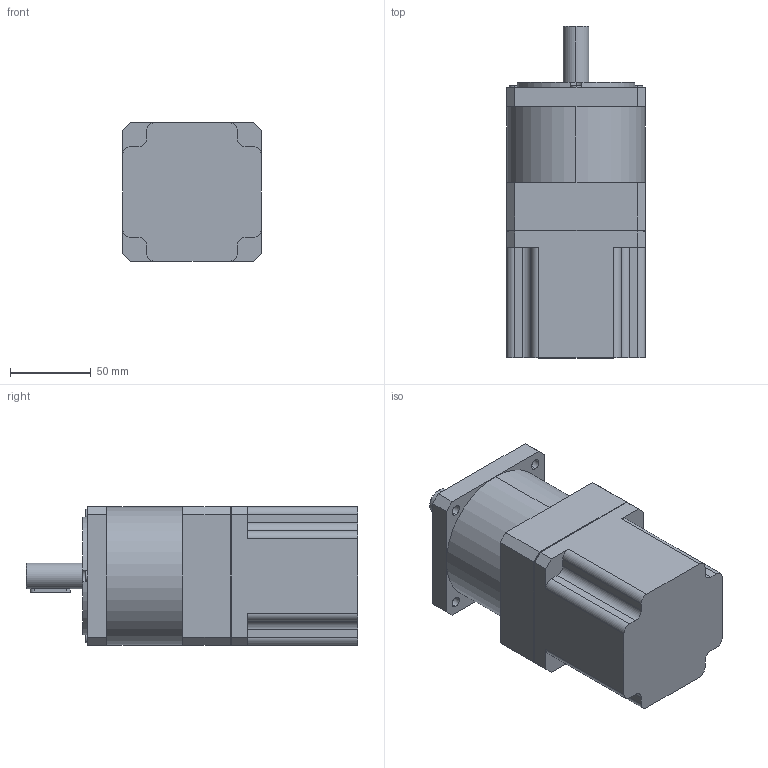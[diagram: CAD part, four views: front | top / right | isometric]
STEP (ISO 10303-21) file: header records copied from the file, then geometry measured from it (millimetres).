
FILE_DESCRIPTION (( 'STEP AP203' ), '1' );
FILE_NAME ('86PG1600-005.STEP', '2021-07-24T01:29:46', ( '微软用户' ), ( '微软中国' ), 'SwSTEP 2.0', 'SolidWorks 2016', '' );
FILE_SCHEMA (( 'CONFIG_CONTROL_DESIGN' ));
Length unit declared in the file: millimetre
Products named in the file (1): 86PG1600-005
Bounding box: 86 x 205.5 x 86 mm (x, y, z)
Volume: 1116443.2 mm3; surface area: 73566.7 mm2
Topology: 1 solids, 1 shells, 122 faces, 313 edges, 199 vertices
Faces by surface type: plane 60, cylinder 58, cone 4
Entity records: 3830 total; most frequent: CARTESIAN_POINT 717, DIRECTION 655, ORIENTED_EDGE 622, EDGE_CURVE 311, AXIS2_PLACEMENT_3D 233, VERTEX_POINT 199, LINE 189, VECTOR 189
